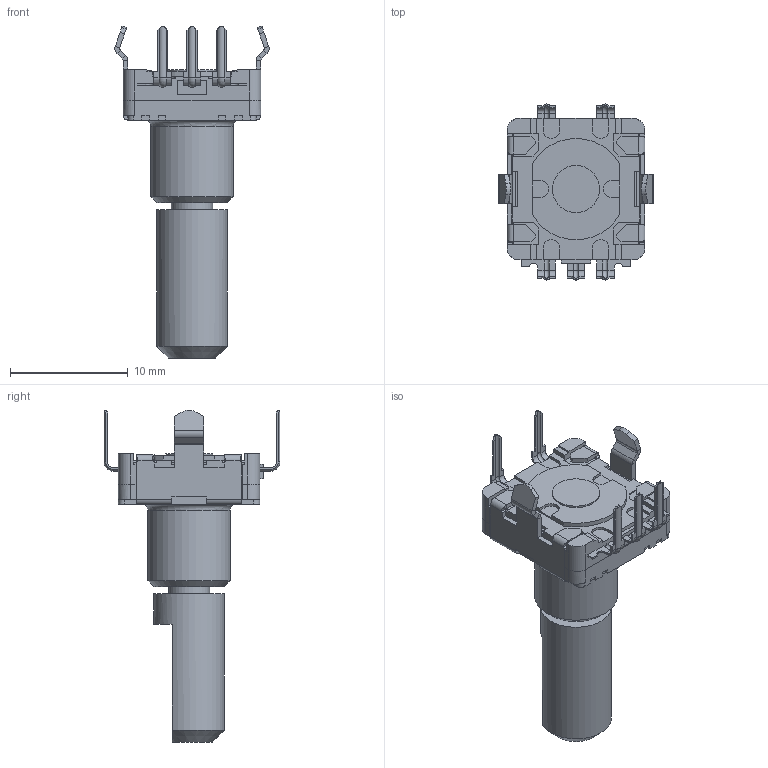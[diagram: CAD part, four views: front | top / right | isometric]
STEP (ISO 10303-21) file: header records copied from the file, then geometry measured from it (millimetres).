
FILE_DESCRIPTION(/* description */ ('STEP AP214'),/* implementation_level */ '2;1');
FILE_NAME(/* name */ 'RotaryEncoder_Alps_EC11E-Switch_Vertical_H20mm.stp',/* time_stamp */ '2024-08-22T23:05:19+03:00',/* author */ ('mesla'),/* organization */ (''),/* preprocessor_version */ 'ST-DEVELOPER v18',/* originating_system */ 'Autodesk Inventor 2020',/* authorisation */ '');
FILE_SCHEMA (('AUTOMOTIVE_DESIGN { 1 0 10303 214 3 1 1 }'));
Length unit declared in the file: millimetre
Products named in the file (1): RotaryEncoder_Alps_EC11E-Switch_Vertical_H20mm
Bounding box: 13.1 x 14.95 x 28.2 mm (x, y, z)
Volume: 1119.4 mm3; surface area: 1234.4 mm2
Topology: 1 solids, 1 shells, 532 faces, 1361 edges, 843 vertices
Faces by surface type: plane 395, cylinder 113, torus 12, bspline 8, cone 4
Full cylindrical faces by diameter (mm): 3.3 x1, 3.5 x1, 3.51 x1, 4 x1, 6 x1, 7 x1
Entity records: 17343 total; most frequent: CARTESIAN_POINT 3859, ORIENTED_EDGE 2722, DIRECTION 2623, EDGE_CURVE 1361, LINE 1089, VECTOR 1089, VERTEX_POINT 843, AXIS2_PLACEMENT_3D 767
